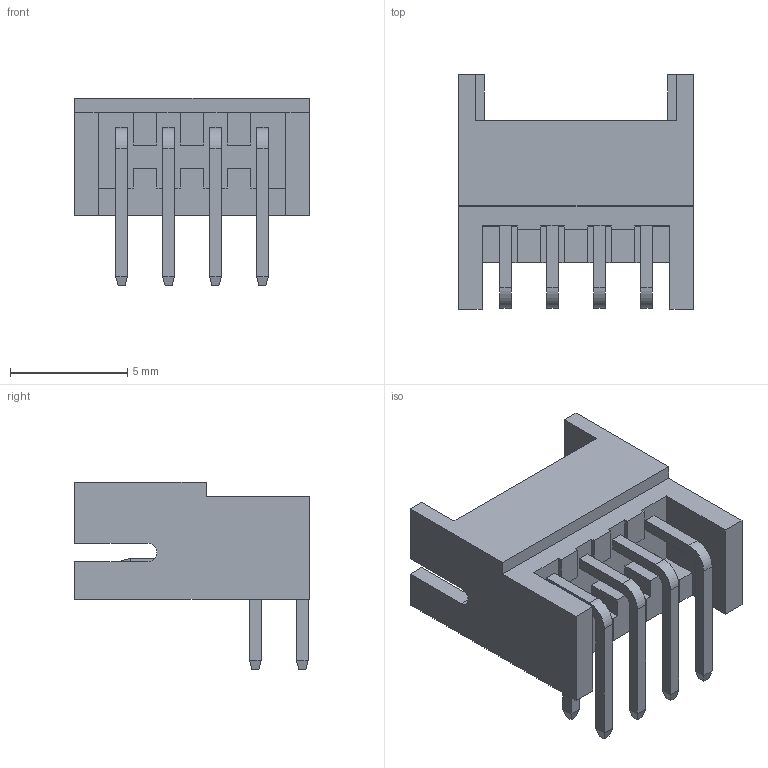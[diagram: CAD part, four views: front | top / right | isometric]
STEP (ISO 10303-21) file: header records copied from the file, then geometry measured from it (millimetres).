
FILE_DESCRIPTION(('FreeCAD Model'),'2;1');
FILE_NAME('connecteurl02.step','2018-07-25T14:49:47',( 'kicad StepUp'),('ksu MCAD'),'Open CASCADE STEP processor 7.2', 'FreeCAD','Unknown');
FILE_SCHEMA(('AUTOMOTIVE_DESIGN { 1 0 10303 214 1 1 1 1 }'));
Length unit declared in the file: millimetre
Products named in the file (1): Fusion
Bounding box: 10 x 10 x 8 mm (x, y, z)
Volume: 189.4 mm3; surface area: 621.4 mm2
Topology: 1 solids, 1 shells, 270 faces, 692 edges, 432 vertices
Faces by surface type: plane 246, cylinder 24
Entity records: 9867 total; most frequent: CARTESIAN_POINT 1395, ORIENTED_EDGE 1384, DIRECTION 1290, EDGE_CURVE 692, LINE 636, VECTOR 636, VERTEX_POINT 432, AXIS2_PLACEMENT_3D 327
